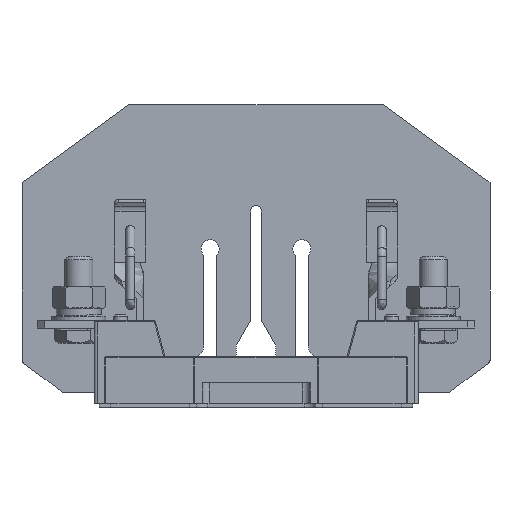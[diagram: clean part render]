
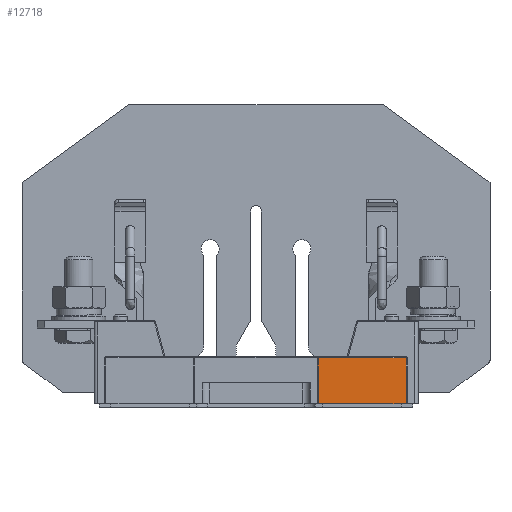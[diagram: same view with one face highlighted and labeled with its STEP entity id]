
A CAD part, left-side view. The second image highlights one B-rep face of the part: STEP entity #12718.
In plain terms, the highlighted planar face has unit normal (-1, 0, 0).
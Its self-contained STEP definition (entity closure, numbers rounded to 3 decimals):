
#2547=LINE('',#67895,#5935);
#2548=LINE('',#67898,#5936);
#2549=LINE('',#67900,#5937);
#2550=LINE('',#67902,#5938);
#5935=VECTOR('',#50865,1.);
#5936=VECTOR('',#50866,1.);
#5937=VECTOR('',#50867,1.);
#5938=VECTOR('',#50868,1.);
#9045=PLANE('',#44513);
#10411=FACE_OUTER_BOUND('',#17335,.T.);
#12718=ADVANCED_FACE('',(#10411),#9045,.F.);
#17335=EDGE_LOOP('',(#22708,#22709,#22710,#22711));
#22708=ORIENTED_EDGE('',*,*,#37549,.T.);
#22709=ORIENTED_EDGE('',*,*,#37550,.T.);
#22710=ORIENTED_EDGE('',*,*,#37551,.F.);
#22711=ORIENTED_EDGE('',*,*,#37552,.T.);
#33080=VERTEX_POINT('',#67896);
#33081=VERTEX_POINT('',#67897);
#33082=VERTEX_POINT('',#67899);
#33083=VERTEX_POINT('',#67901);
#37549=EDGE_CURVE('',#33080,#33081,#2547,.T.);
#37550=EDGE_CURVE('',#33081,#33082,#2548,.T.);
#37551=EDGE_CURVE('',#33083,#33082,#2549,.T.);
#37552=EDGE_CURVE('',#33083,#33080,#2550,.T.);
#44513=AXIS2_PLACEMENT_3D('',#67903,#50869,#50870);
#50865=DIRECTION('',(0.,1.,0.));
#50866=DIRECTION('',(0.,0.,-1.));
#50867=DIRECTION('',(0.,1.,0.));
#50868=DIRECTION('',(0.,0.,1.));
#50869=DIRECTION('',(1.,0.,0.));
#50870=DIRECTION('',(0.,0.,-1.));
#67895=CARTESIAN_POINT('',(42.746,58.023,-26.484));
#67896=CARTESIAN_POINT('',(42.746,-28.677,-26.484));
#67897=CARTESIAN_POINT('',(42.746,-4.277,-26.484));
#67898=CARTESIAN_POINT('',(42.746,-4.277,-16.184));
#67899=CARTESIAN_POINT('',(42.746,-4.277,-39.184));
#67900=CARTESIAN_POINT('',(42.746,-28.977,-39.184));
#67901=CARTESIAN_POINT('',(42.746,-28.677,-39.184));
#67902=CARTESIAN_POINT('',(42.746,-28.677,-16.184));
#67903=CARTESIAN_POINT('',(42.746,58.023,-16.184));
